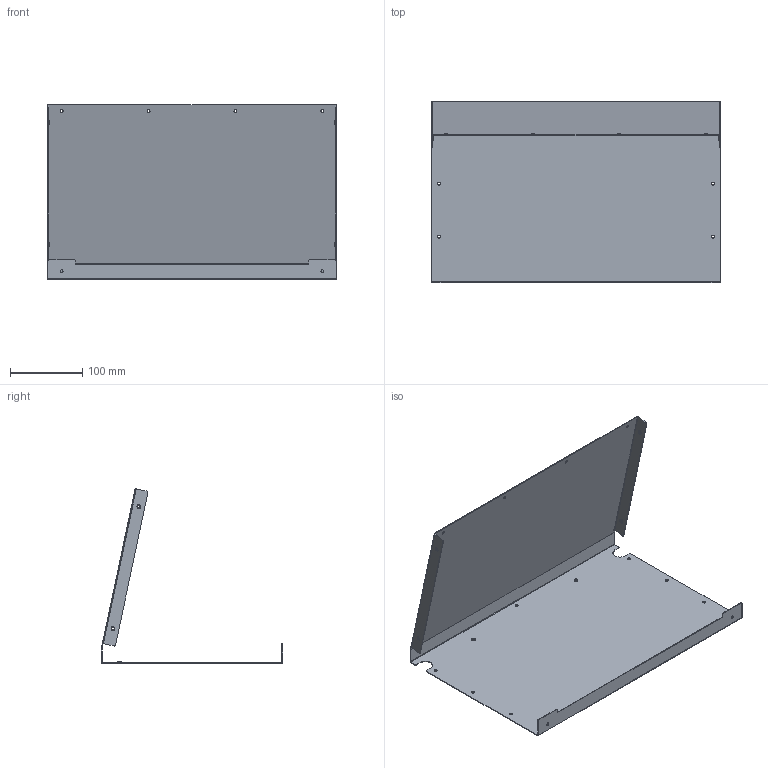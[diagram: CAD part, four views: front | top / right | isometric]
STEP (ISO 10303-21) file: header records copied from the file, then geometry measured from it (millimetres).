
FILE_DESCRIPTION(/* description */ (''),/* implementation_level */ '2;1');
FILE_NAME(/* name */ 'Outer-Back',/* time_stamp */ '2024-09-03T00:51:24+09:00',/* author */ (''),/* organization */ (''),/* preprocessor_version */ 'ST-DEVELOPER v19.2',/* originating_system */ 'Rhino 8.10',/* authorisation */ '');
FILE_SCHEMA (('AUTOMOTIVE_DESIGN_CC2'));
Length unit declared in the file: millimetre
Products named in the file (1): Document
Bounding box: 398 x 250 x 240.99 mm (x, y, z)
Volume: 211521.7 mm3; surface area: 425251 mm2
Topology: 1 solids, 1 shells, 116 faces, 324 edges, 216 vertices
Faces by surface type: cylinder 76, plane 40
Entity records: 4024 total; most frequent: CARTESIAN_POINT 1139, ORIENTED_EDGE 648, DIRECTION 423, EDGE_CURVE 324, AXIS2_PLACEMENT_3D 269, VERTEX_POINT 216, EDGE_LOOP 160, TRIMMED_CURVE 152
